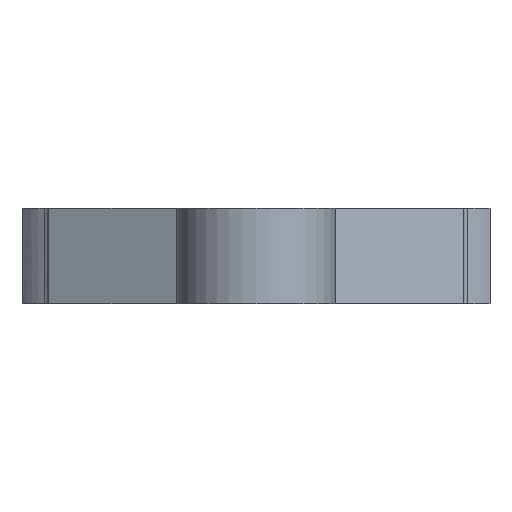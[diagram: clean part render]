
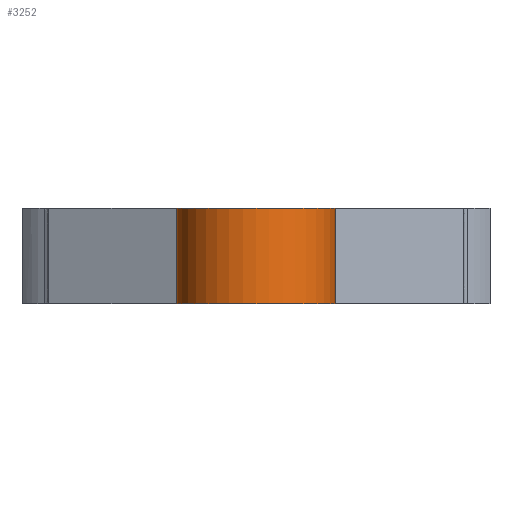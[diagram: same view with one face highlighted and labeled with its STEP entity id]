
A CAD part, left-side view. The second image highlights one B-rep face of the part: STEP entity #3252.
In plain terms, the highlighted cylindrical face has radius 10 mm (diameter 20 mm), a partial arc.
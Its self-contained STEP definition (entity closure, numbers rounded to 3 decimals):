
#203=CIRCLE('',#3464,10.);
#204=CIRCLE('',#3465,10.);
#357=CYLINDRICAL_SURFACE('',#3463,10.);
#436=FACE_OUTER_BOUND('',#619,.T.);
#619=EDGE_LOOP('',(#2162,#2163,#2164,#2165));
#903=LINE('',#4473,#1087);
#905=LINE('',#4479,#1089);
#1087=VECTOR('',#3737,10.);
#1089=VECTOR('',#3741,10.);
#1270=VERTEX_POINT('',#4457);
#1272=VERTEX_POINT('',#4471);
#1273=VERTEX_POINT('',#4475);
#1275=VERTEX_POINT('',#4478);
#1626=EDGE_CURVE('',#1270,#1272,#903,.T.);
#1628=EDGE_CURVE('',#1273,#1275,#905,.T.);
#1631=EDGE_CURVE('',#1270,#1273,#203,.T.);
#1632=EDGE_CURVE('',#1275,#1272,#204,.T.);
#2162=ORIENTED_EDGE('',*,*,#1631,.F.);
#2163=ORIENTED_EDGE('',*,*,#1626,.T.);
#2164=ORIENTED_EDGE('',*,*,#1632,.F.);
#2165=ORIENTED_EDGE('',*,*,#1628,.F.);
#3252=ADVANCED_FACE('',(#436),#357,.T.);
#3463=AXIS2_PLACEMENT_3D('',#4486,#3743,#3744);
#3464=AXIS2_PLACEMENT_3D('',#4487,#3745,#3746);
#3465=AXIS2_PLACEMENT_3D('',#4488,#3747,#3748);
#3737=DIRECTION('',(0.,0.,1.));
#3741=DIRECTION('',(0.,0.,1.));
#3743=DIRECTION('center_axis',(0.,0.,1.));
#3744=DIRECTION('ref_axis',(0.,1.,0.));
#3745=DIRECTION('center_axis',(0.,0.,-1.));
#3746=DIRECTION('ref_axis',(-1.,0.,0.));
#3747=DIRECTION('center_axis',(0.,0.,1.));
#3748=DIRECTION('ref_axis',(-1.,0.,0.));
#4457=CARTESIAN_POINT('',(-9.906,-1.365,0.));
#4471=CARTESIAN_POINT('',(-9.906,-1.365,12.));
#4473=CARTESIAN_POINT('',(-9.906,-1.365,0.));
#4475=CARTESIAN_POINT('',(9.906,-1.365,0.));
#4478=CARTESIAN_POINT('',(9.906,-1.365,12.));
#4479=CARTESIAN_POINT('',(9.906,-1.365,0.));
#4486=CARTESIAN_POINT('Origin',(0.,0.,
0.));
#4487=CARTESIAN_POINT('Origin',(0.,0.,
0.));
#4488=CARTESIAN_POINT('Origin',(0.,0.,
12.));
